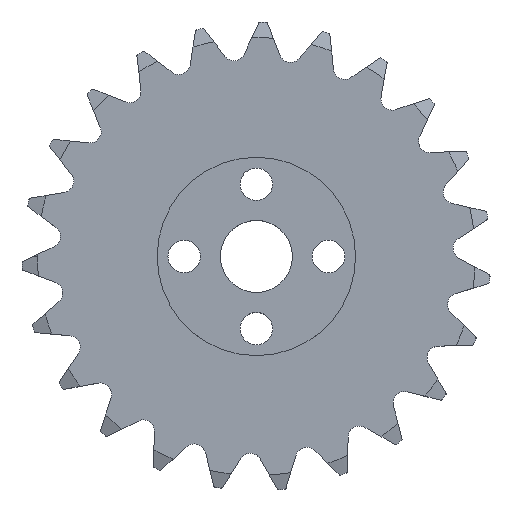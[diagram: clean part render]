
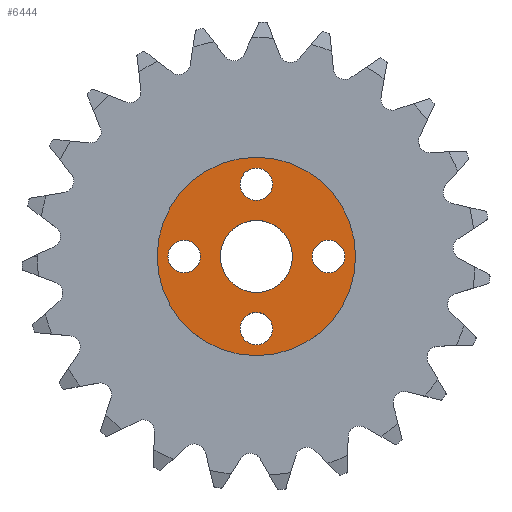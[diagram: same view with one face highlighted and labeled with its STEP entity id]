
A CAD part, top view. The second image highlights one B-rep face of the part: STEP entity #6444.
In plain terms, the highlighted planar face has unit normal (0, 0, 1).
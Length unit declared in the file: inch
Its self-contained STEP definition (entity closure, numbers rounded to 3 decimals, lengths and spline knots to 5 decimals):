
#34 = VERTEX_POINT ( 'NONE', #4737 ) ;
#280 = AXIS2_PLACEMENT_3D ( 'NONE', #2808, #553, #4605 ) ;
#284 = CARTESIAN_POINT ( 'NONE',  ( 0., 0., 0.13 ) ) ;
#367 = AXIS2_PLACEMENT_3D ( 'NONE', #3902, #3231, #4944 ) ;
#384 = AXIS2_PLACEMENT_3D ( 'NONE', #6273, #597, #621 ) ;
#390 = CARTESIAN_POINT ( 'NONE',  ( -0.07087, -0.31496, 0.13 ) ) ;
#393 = AXIS2_PLACEMENT_3D ( 'NONE', #7229, #7252, #919 ) ;
#553 = DIRECTION ( 'NONE',  ( 0., 0., 1. ) ) ;
#597 = DIRECTION ( 'NONE',  ( 0., 0., 1. ) ) ;
#621 = DIRECTION ( 'NONE',  ( 1., 0., 0. ) ) ;
#758 = EDGE_CURVE ( 'NONE', #6365, #3592, #2611, .T. ) ;
#818 = EDGE_CURVE ( 'NONE', #34, #4911, #4064, .T. ) ;
#838 = EDGE_CURVE ( 'NONE', #3592, #6365, #2791, .T. ) ;
#861 = ORIENTED_EDGE ( 'NONE', *, *, #2877, .F. ) ;
#919 = DIRECTION ( 'NONE',  ( 1., 0., 0. ) ) ;
#1097 = CARTESIAN_POINT ( 'NONE',  ( 0., -0.31496, 0.13 ) ) ;
#1107 = ORIENTED_EDGE ( 'NONE', *, *, #4753, .F. ) ;
#1183 = DIRECTION ( 'NONE',  ( 1., 0., 0. ) ) ;
#1194 = DIRECTION ( 'NONE',  ( -1., 0., 0. ) ) ;
#1305 = VERTEX_POINT ( 'NONE', #2824 ) ;
#1350 = CIRCLE ( 'NONE', #3306, 0.07087 ) ;
#1358 = AXIS2_PLACEMENT_3D ( 'NONE', #284, #3185, #3870 ) ;
#1386 = ORIENTED_EDGE ( 'NONE', *, *, #4217, .T. ) ;
#1587 = ORIENTED_EDGE ( 'NONE', *, *, #2947, .F. ) ;
#1599 = EDGE_CURVE ( 'NONE', #7123, #2548, #1641, .T. ) ;
#1611 = EDGE_LOOP ( 'NONE', ( #4038, #6441 ) ) ;
#1641 = CIRCLE ( 'NONE', #1358, 0.43307 ) ;
#1686 = CIRCLE ( 'NONE', #3772, 0.07087 ) ;
#1698 = EDGE_LOOP ( 'NONE', ( #2987, #5773 ) ) ;
#1762 = DIRECTION ( 'NONE',  ( 0., 0., 1. ) ) ;
#1779 = ORIENTED_EDGE ( 'NONE', *, *, #6538, .F. ) ;
#2067 = CARTESIAN_POINT ( 'NONE',  ( 0.07087, -0.31496, 0.13 ) ) ;
#2072 = CARTESIAN_POINT ( 'NONE',  ( -0.38583, 0., 0.13 ) ) ;
#2098 = DIRECTION ( 'NONE',  ( 0., 0., 1. ) ) ;
#2128 = AXIS2_PLACEMENT_3D ( 'NONE', #2221, #4586, #5216 ) ;
#2204 = CIRCLE ( 'NONE', #5087, 0.07087 ) ;
#2221 = CARTESIAN_POINT ( 'NONE',  ( 0., -0.31496, 0.13 ) ) ;
#2264 = CARTESIAN_POINT ( 'NONE',  ( 0., 0., 0.13 ) ) ;
#2307 = DIRECTION ( 'NONE',  ( 1., 0., 0. ) ) ;
#2334 = EDGE_LOOP ( 'NONE', ( #1386, #5823 ) ) ;
#2458 = EDGE_CURVE ( 'NONE', #6600, #2949, #1686, .T. ) ;
#2548 = VERTEX_POINT ( 'NONE', #3624 ) ;
#2611 = CIRCLE ( 'NONE', #384, 0.07087 ) ;
#2694 = CIRCLE ( 'NONE', #6070, 0.07087 ) ;
#2791 = CIRCLE ( 'NONE', #280, 0.07087 ) ;
#2795 = FACE_BOUND ( 'NONE', #3242, .T. ) ;
#2808 = CARTESIAN_POINT ( 'NONE',  ( -0.31496, 0., 0.13 ) ) ;
#2824 = CARTESIAN_POINT ( 'NONE',  ( 0.07087, 0.31496, 0.13 ) ) ;
#2877 = EDGE_CURVE ( 'NONE', #4225, #3637, #4285, .T. ) ;
#2885 = FACE_BOUND ( 'NONE', #6202, .T. ) ;
#2947 = EDGE_CURVE ( 'NONE', #1305, #3847, #7009, .T. ) ;
#2949 = VERTEX_POINT ( 'NONE', #4523 ) ;
#2987 = ORIENTED_EDGE ( 'NONE', *, *, #4431, .F. ) ;
#3109 = EDGE_LOOP ( 'NONE', ( #1779, #861 ) ) ;
#3185 = DIRECTION ( 'NONE',  ( 0., 0., 1. ) ) ;
#3231 = DIRECTION ( 'NONE',  ( 0., 0., 1. ) ) ;
#3242 = EDGE_LOOP ( 'NONE', ( #4039, #4829 ) ) ;
#3306 = AXIS2_PLACEMENT_3D ( 'NONE', #1097, #1762, #1183 ) ;
#3398 = CARTESIAN_POINT ( 'NONE',  ( 0., 0.31496, 0.13 ) ) ;
#3445 = CARTESIAN_POINT ( 'NONE',  ( -0.43307, 0., 0.13 ) ) ;
#3534 = CARTESIAN_POINT ( 'NONE',  ( 0., 0., 0.13 ) ) ;
#3580 = DIRECTION ( 'NONE',  ( -1., 0., 0. ) ) ;
#3592 = VERTEX_POINT ( 'NONE', #4883 ) ;
#3596 = DIRECTION ( 'NONE',  ( 1., 0., 0. ) ) ;
#3624 = CARTESIAN_POINT ( 'NONE',  ( 0.43307, 0., 0.13 ) ) ;
#3637 = VERTEX_POINT ( 'NONE', #2067 ) ;
#3652 = DIRECTION ( 'NONE',  ( 0., 0., -1. ) ) ;
#3772 = AXIS2_PLACEMENT_3D ( 'NONE', #5368, #3652, #3580 ) ;
#3847 = VERTEX_POINT ( 'NONE', #5186 ) ;
#3870 = DIRECTION ( 'NONE',  ( 1., 0., 0. ) ) ;
#3902 = CARTESIAN_POINT ( 'NONE',  ( 0., 0., 0.13 ) ) ;
#4038 = ORIENTED_EDGE ( 'NONE', *, *, #838, .F. ) ;
#4039 = ORIENTED_EDGE ( 'NONE', *, *, #2458, .T. ) ;
#4064 = CIRCLE ( 'NONE', #6573, 0.15748 ) ;
#4117 = DIRECTION ( 'NONE',  ( 0., 0., 1. ) ) ;
#4217 = EDGE_CURVE ( 'NONE', #2548, #7123, #4264, .T. ) ;
#4225 = VERTEX_POINT ( 'NONE', #390 ) ;
#4264 = CIRCLE ( 'NONE', #393, 0.43307 ) ;
#4285 = CIRCLE ( 'NONE', #2128, 0.07087 ) ;
#4377 = DIRECTION ( 'NONE',  ( 1., 0., 0. ) ) ;
#4429 = AXIS2_PLACEMENT_3D ( 'NONE', #3398, #6874, #3596 ) ;
#4431 = EDGE_CURVE ( 'NONE', #4911, #34, #7420, .T. ) ;
#4523 = CARTESIAN_POINT ( 'NONE',  ( 0.38583, 0., 0.13 ) ) ;
#4586 = DIRECTION ( 'NONE',  ( 0., 0., 1. ) ) ;
#4605 = DIRECTION ( 'NONE',  ( 1., 0., 0. ) ) ;
#4702 = CARTESIAN_POINT ( 'NONE',  ( 0.31496, 0., 0.13 ) ) ;
#4737 = CARTESIAN_POINT ( 'NONE',  ( -0.15748, 0., 0.13 ) ) ;
#4753 = EDGE_CURVE ( 'NONE', #3847, #1305, #2204, .T. ) ;
#4829 = ORIENTED_EDGE ( 'NONE', *, *, #7203, .T. ) ;
#4883 = CARTESIAN_POINT ( 'NONE',  ( -0.24409, 0., 0.13 ) ) ;
#4911 = VERTEX_POINT ( 'NONE', #6362 ) ;
#4944 = DIRECTION ( 'NONE',  ( 1., 0., 0. ) ) ;
#4959 = FACE_BOUND ( 'NONE', #3109, .T. ) ;
#5087 = AXIS2_PLACEMENT_3D ( 'NONE', #7461, #2098, #4377 ) ;
#5186 = CARTESIAN_POINT ( 'NONE',  ( -0.07087, 0.31496, 0.13 ) ) ;
#5190 = CARTESIAN_POINT ( 'NONE',  ( 0.24409, 0., 0.13 ) ) ;
#5216 = DIRECTION ( 'NONE',  ( 1., 0., 0. ) ) ;
#5368 = CARTESIAN_POINT ( 'NONE',  ( 0.31496, 0., 0.13 ) ) ;
#5507 = FACE_OUTER_BOUND ( 'NONE', #2334, .T. ) ;
#5773 = ORIENTED_EDGE ( 'NONE', *, *, #818, .F. ) ;
#5776 = DIRECTION ( 'NONE',  ( 1., 0., 0. ) ) ;
#5823 = ORIENTED_EDGE ( 'NONE', *, *, #1599, .T. ) ;
#6070 = AXIS2_PLACEMENT_3D ( 'NONE', #4702, #7022, #1194 ) ;
#6202 = EDGE_LOOP ( 'NONE', ( #1587, #1107 ) ) ;
#6273 = CARTESIAN_POINT ( 'NONE',  ( -0.31496, 0., 0.13 ) ) ;
#6302 = DIRECTION ( 'NONE',  ( 0., 0., 1. ) ) ;
#6362 = CARTESIAN_POINT ( 'NONE',  ( 0.15748, 0., 0.13 ) ) ;
#6365 = VERTEX_POINT ( 'NONE', #2072 ) ;
#6441 = ORIENTED_EDGE ( 'NONE', *, *, #758, .F. ) ;
#6444 = ADVANCED_FACE ( 'NONE', ( #2795, #2885, #7039, #4959, #7126, #5507 ), #7354, .T. ) ;
#6538 = EDGE_CURVE ( 'NONE', #3637, #4225, #1350, .T. ) ;
#6573 = AXIS2_PLACEMENT_3D ( 'NONE', #2264, #6302, #2307 ) ;
#6600 = VERTEX_POINT ( 'NONE', #5190 ) ;
#6874 = DIRECTION ( 'NONE',  ( 0., 0., 1. ) ) ;
#7009 = CIRCLE ( 'NONE', #4429, 0.07087 ) ;
#7022 = DIRECTION ( 'NONE',  ( 0., 0., -1. ) ) ;
#7039 = FACE_BOUND ( 'NONE', #1611, .T. ) ;
#7123 = VERTEX_POINT ( 'NONE', #3445 ) ;
#7126 = FACE_BOUND ( 'NONE', #1698, .T. ) ;
#7203 = EDGE_CURVE ( 'NONE', #2949, #6600, #2694, .T. ) ;
#7229 = CARTESIAN_POINT ( 'NONE',  ( 0., 0., 0.13 ) ) ;
#7252 = DIRECTION ( 'NONE',  ( 0., 0., 1. ) ) ;
#7310 = AXIS2_PLACEMENT_3D ( 'NONE', #3534, #4117, #5776 ) ;
#7354 = PLANE ( 'NONE',  #367 ) ;
#7420 = CIRCLE ( 'NONE', #7310, 0.15748 ) ;
#7461 = CARTESIAN_POINT ( 'NONE',  ( 0., 0.31496, 0.13 ) ) ;
